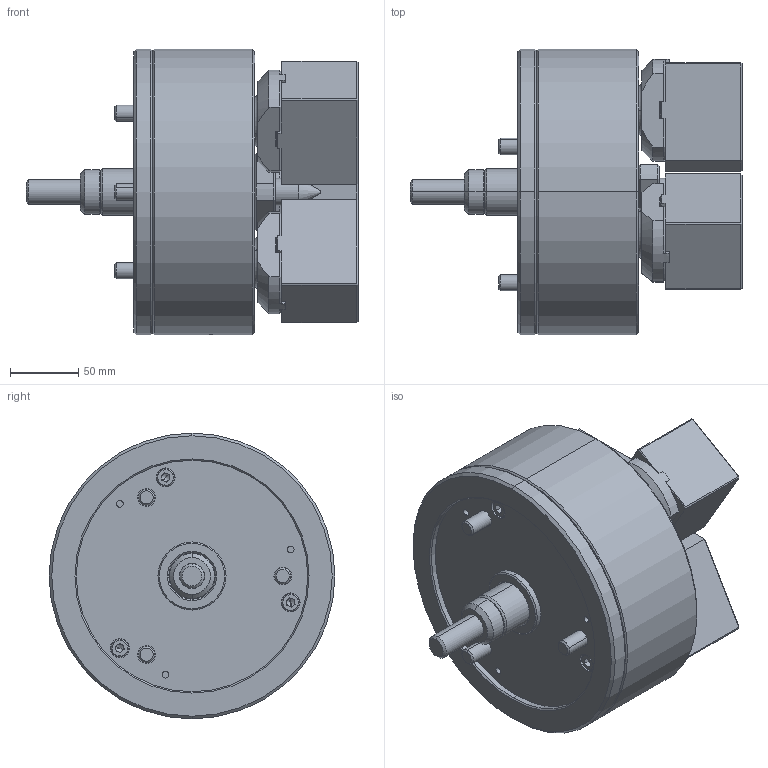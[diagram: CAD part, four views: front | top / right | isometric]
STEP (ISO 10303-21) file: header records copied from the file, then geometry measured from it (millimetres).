
FILE_DESCRIPTION (( 'STEP AP203' ), '1' );
FILE_NAME ('CF-3W-C08.STEP', '2020-08-06T08:41:57', ( '' ), ( '' ), 'SwSTEP 2.0', 'SolidWorks 2016', '' );
FILE_SCHEMA (( 'CONFIG_CONTROL_DESIGN' ));
Length unit declared in the file: millimetre
Products named in the file (16): 無頭六角孔螺絲_M6x8; 圓頭內六角螺栓_M12x25; CF-3W-08-07000; CF-3W-08-10000; 圓頭內六角螺栓_M12x90; 圓頭內六角螺栓_M8x18; CF-3W-C08; 圓頭內六角螺栓_M6x16; CF-3W-C08-03000; CF-3W-08-17000; CF-3W-08-01000; CF-3W-08-04000; CF-3W-08-16000; CF-3W-08-03000; CF-3W-08-14000; M6黃油嘴
Assembly tree (44 placements, depth 2):
  CF-3W-C08
    CF-3W-08-01000
    CF-3W-08-03000  x3
    CF-3W-08-04000  x3
    CF-3W-08-07000
    CF-3W-08-17000  x3
    CF-3W-08-10000
    CF-3W-08-14000
    CF-3W-08-16000
    圓頭內六角螺栓_M6x16  x15
    圓頭內六角螺栓_M8x18  x3
    圓頭內六角螺栓_M12x90  x3
    圓頭內六角螺栓_M12x25  x6
    M6黃油嘴
    無頭六角孔螺絲_M6x8
    CF-3W-C08-03000
Bounding box: 243.9 x 210 x 210 mm (x, y, z)
Volume: 3894449.2 mm3; surface area: 521367.5 mm2
Topology: 45 solids, 45 shells, 1429 faces, 3347 edges, 2031 vertices
Faces by surface type: plane 740, cone 330, cylinder 321, torus 20, sphere 18
Entity records: 18584 total; most frequent: DIRECTION 3034, CARTESIAN_POINT 2860, ORIENTED_EDGE 2540, EDGE_CURVE 1270, AXIS2_PLACEMENT_3D 1197, VERTEX_POINT 787, EDGE_LOOP 661, LINE 640
